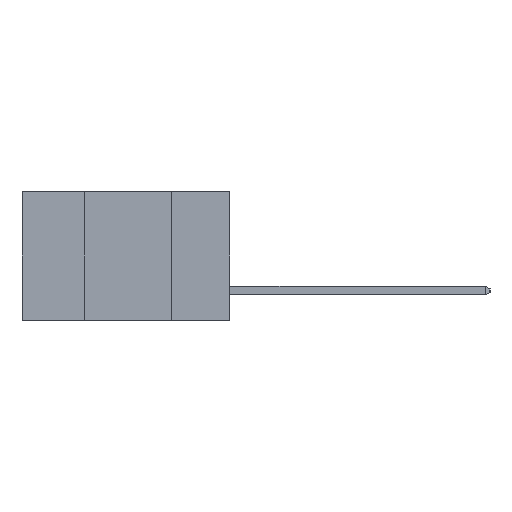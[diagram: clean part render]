
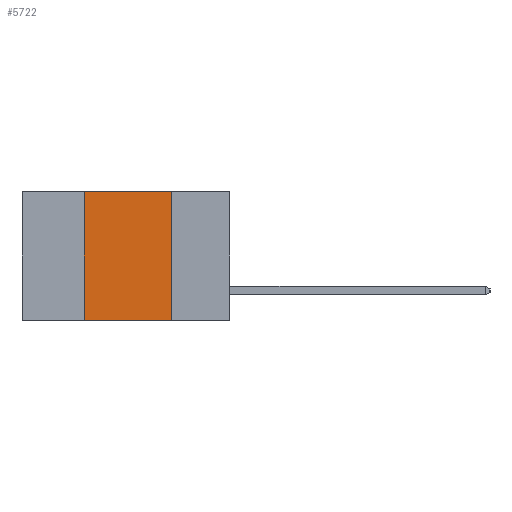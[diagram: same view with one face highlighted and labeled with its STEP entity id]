
A CAD part, left-side view. The second image highlights one B-rep face of the part: STEP entity #5722.
In plain terms, the highlighted planar face has unit normal (-1, 0, 0).
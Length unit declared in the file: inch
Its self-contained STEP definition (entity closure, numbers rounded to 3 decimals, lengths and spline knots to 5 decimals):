
#1113 = LINE ( 'NONE', #4029, #17105 ) ;
#2749 = DIRECTION ( 'NONE',  ( 0., 0., 1. ) ) ;
#2819 = CARTESIAN_POINT ( 'NONE',  ( 0., 0.42, -0.37 ) ) ;
#3028 = LINE ( 'NONE', #17256, #14128 ) ;
#3118 = VERTEX_POINT ( 'NONE', #8398 ) ;
#3273 = DIRECTION ( 'NONE',  ( 0., 0., -1. ) ) ;
#4029 = CARTESIAN_POINT ( 'NONE',  ( 0., 0.17, -0.37 ) ) ;
#4098 = EDGE_CURVE ( 'NONE', #17369, #3118, #1113, .T. ) ;
#4273 = DIRECTION ( 'NONE',  ( 0., -1., 0. ) ) ;
#4621 = CARTESIAN_POINT ( 'NONE',  ( 0., 0.42, -0.37 ) ) ;
#4781 = LINE ( 'NONE', #2819, #16212 ) ;
#5722 = ADVANCED_FACE ( 'NONE', ( #13121 ), #8769, .F. ) ;
#6524 = EDGE_LOOP ( 'NONE', ( #12094, #7696, #18868, #15106 ) ) ;
#7102 = CARTESIAN_POINT ( 'NONE',  ( 0., 0.42, 0. ) ) ;
#7696 = ORIENTED_EDGE ( 'NONE', *, *, #9177, .F. ) ;
#8394 = CARTESIAN_POINT ( 'NONE',  ( 0., 0.17, 0. ) ) ;
#8398 = CARTESIAN_POINT ( 'NONE',  ( 0., 0.17, -0.37 ) ) ;
#8568 = DIRECTION ( 'NONE',  ( 0., 0., -1. ) ) ;
#8712 = DIRECTION ( 'NONE',  ( 1., 0., 0. ) ) ;
#8769 = PLANE ( 'NONE',  #9620 ) ;
#9138 = CARTESIAN_POINT ( 'NONE',  ( 0., 0.6, 0. ) ) ;
#9177 = EDGE_CURVE ( 'NONE', #12460, #17369, #3028, .T. ) ;
#9620 = AXIS2_PLACEMENT_3D ( 'NONE', #9138, #8712, #8568 ) ;
#11788 = EDGE_CURVE ( 'NONE', #14062, #12460, #4781, .T. ) ;
#12094 = ORIENTED_EDGE ( 'NONE', *, *, #4098, .F. ) ;
#12460 = VERTEX_POINT ( 'NONE', #7102 ) ;
#13121 = FACE_OUTER_BOUND ( 'NONE', #6524, .T. ) ;
#13251 = VECTOR ( 'NONE', #4273, 39.37008 ) ;
#13701 = LINE ( 'NONE', #16207, #13251 ) ;
#14062 = VERTEX_POINT ( 'NONE', #4621 ) ;
#14128 = VECTOR ( 'NONE', #17565, 39.37008 ) ;
#15106 = ORIENTED_EDGE ( 'NONE', *, *, #16929, .T. ) ;
#16207 = CARTESIAN_POINT ( 'NONE',  ( 0., 0.6, -0.37 ) ) ;
#16212 = VECTOR ( 'NONE', #2749, 39.37008 ) ;
#16929 = EDGE_CURVE ( 'NONE', #14062, #3118, #13701, .T. ) ;
#17105 = VECTOR ( 'NONE', #3273, 39.37008 ) ;
#17256 = CARTESIAN_POINT ( 'NONE',  ( 0., 0.6, 0. ) ) ;
#17369 = VERTEX_POINT ( 'NONE', #8394 ) ;
#17565 = DIRECTION ( 'NONE',  ( 0., -1., 0. ) ) ;
#18868 = ORIENTED_EDGE ( 'NONE', *, *, #11788, .F. ) ;
